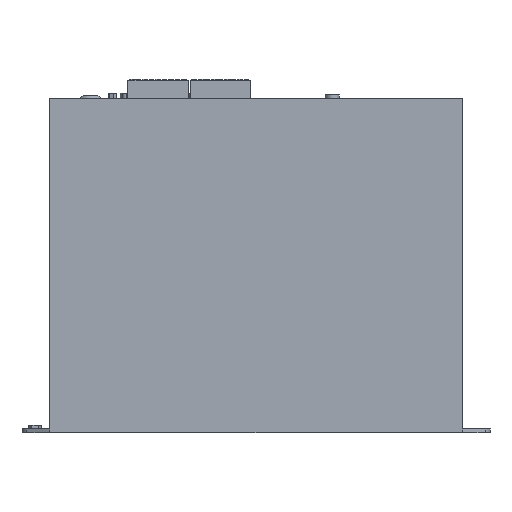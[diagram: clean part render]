
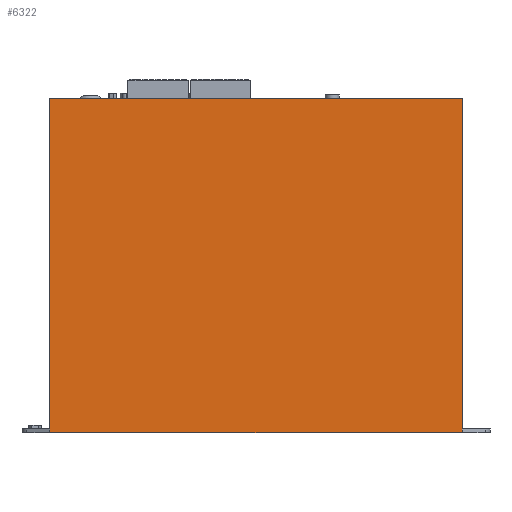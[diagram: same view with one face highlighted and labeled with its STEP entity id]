
A CAD part, front view. The second image highlights one B-rep face of the part: STEP entity #6322.
In plain terms, the highlighted planar face has unit normal (0, -1, 0).
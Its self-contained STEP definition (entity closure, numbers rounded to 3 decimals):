
#580 = LINE ( 'NONE', #33553, #35388 ) ;
#886 = CARTESIAN_POINT ( 'NONE',  ( -112.5, -45., 0. ) ) ;
#1649 = CARTESIAN_POINT ( 'NONE',  ( 112.5, -45., 0. ) ) ;
#2990 = DIRECTION ( 'NONE',  ( 0., 0., -1. ) ) ;
#5973 = DIRECTION ( 'NONE',  ( 0., 0., -1. ) ) ;
#6322 = ADVANCED_FACE ( 'NONE', ( #34603 ), #18214, .F. ) ;
#6871 = VECTOR ( 'NONE', #2990, 1000. ) ;
#6964 = EDGE_CURVE ( 'NONE', #16041, #12281, #15042, .T. ) ;
#7895 = ORIENTED_EDGE ( 'NONE', *, *, #15544, .F. ) ;
#8641 = CARTESIAN_POINT ( 'NONE',  ( 112.5, -45., 182. ) ) ;
#9597 = LINE ( 'NONE', #31053, #23681 ) ;
#9656 = CARTESIAN_POINT ( 'NONE',  ( -127.5, -45., 0. ) ) ;
#10140 = VECTOR ( 'NONE', #12581, 1000. ) ;
#12281 = VERTEX_POINT ( 'NONE', #1649 ) ;
#12455 = ORIENTED_EDGE ( 'NONE', *, *, #6964, .T. ) ;
#12581 = DIRECTION ( 'NONE',  ( 0., 0., 1. ) ) ;
#13208 = EDGE_LOOP ( 'NONE', ( #12455, #35288, #7895, #27035, #22959, #26924 ) ) ;
#15042 = LINE ( 'NONE', #9656, #32635 ) ;
#15093 = CARTESIAN_POINT ( 'NONE',  ( -112.5, -45., 182. ) ) ;
#15283 = CARTESIAN_POINT ( 'NONE',  ( 112.5, -45., 0. ) ) ;
#15544 = EDGE_CURVE ( 'NONE', #15962, #31352, #580, .T. ) ;
#15962 = VERTEX_POINT ( 'NONE', #8641 ) ;
#16041 = VERTEX_POINT ( 'NONE', #886 ) ;
#16757 = CARTESIAN_POINT ( 'NONE',  ( -112.5, -45., 0. ) ) ;
#18214 = PLANE ( 'NONE',  #32679 ) ;
#18395 = CARTESIAN_POINT ( 'NONE',  ( -127.5, -45., 2. ) ) ;
#20230 = DIRECTION ( 'NONE',  ( 1., 0., 0. ) ) ;
#20473 = DIRECTION ( 'NONE',  ( 1., 0., 0. ) ) ;
#20934 = CARTESIAN_POINT ( 'NONE',  ( -112.5, -45., 2. ) ) ;
#21213 = VERTEX_POINT ( 'NONE', #20934 ) ;
#21685 = VECTOR ( 'NONE', #30104, 1000. ) ;
#22077 = EDGE_CURVE ( 'NONE', #33089, #21213, #25915, .T. ) ;
#22111 = CARTESIAN_POINT ( 'NONE',  ( -112.5, -45., 182. ) ) ;
#22959 = ORIENTED_EDGE ( 'NONE', *, *, #22077, .T. ) ;
#23681 = VECTOR ( 'NONE', #20230, 1000. ) ;
#24713 = LINE ( 'NONE', #16757, #21685 ) ;
#25915 = LINE ( 'NONE', #22111, #6871 ) ;
#26924 = ORIENTED_EDGE ( 'NONE', *, *, #34479, .F. ) ;
#27035 = ORIENTED_EDGE ( 'NONE', *, *, #28281, .F. ) ;
#28281 = EDGE_CURVE ( 'NONE', #33089, #15962, #9597, .T. ) ;
#30104 = DIRECTION ( 'NONE',  ( 0., 0., 1. ) ) ;
#31053 = CARTESIAN_POINT ( 'NONE',  ( -112.5, -45., 182. ) ) ;
#31352 = VERTEX_POINT ( 'NONE', #34774 ) ;
#32254 = DIRECTION ( 'NONE',  ( 0., 1., 0. ) ) ;
#32428 = DIRECTION ( 'NONE',  ( 0., 0., 1. ) ) ;
#32635 = VECTOR ( 'NONE', #20473, 1000. ) ;
#32679 = AXIS2_PLACEMENT_3D ( 'NONE', #18395, #32254, #32428 ) ;
#33089 = VERTEX_POINT ( 'NONE', #15093 ) ;
#33153 = EDGE_CURVE ( 'NONE', #12281, #31352, #34738, .T. ) ;
#33553 = CARTESIAN_POINT ( 'NONE',  ( 112.5, -45., 182. ) ) ;
#34479 = EDGE_CURVE ( 'NONE', #16041, #21213, #24713, .T. ) ;
#34603 = FACE_OUTER_BOUND ( 'NONE', #13208, .T. ) ;
#34738 = LINE ( 'NONE', #15283, #10140 ) ;
#34774 = CARTESIAN_POINT ( 'NONE',  ( 112.5, -45., 2. ) ) ;
#35288 = ORIENTED_EDGE ( 'NONE', *, *, #33153, .T. ) ;
#35388 = VECTOR ( 'NONE', #5973, 1000. ) ;
